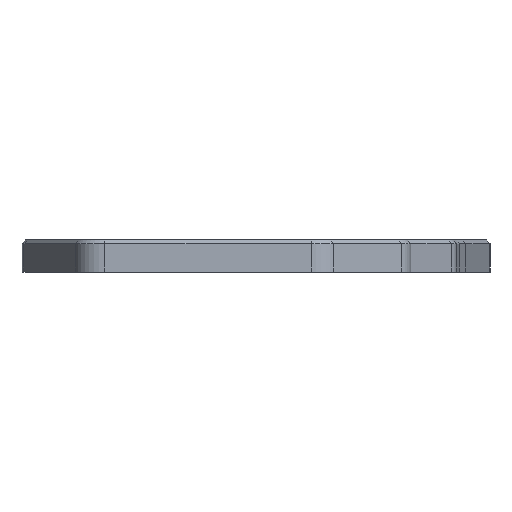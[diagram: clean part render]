
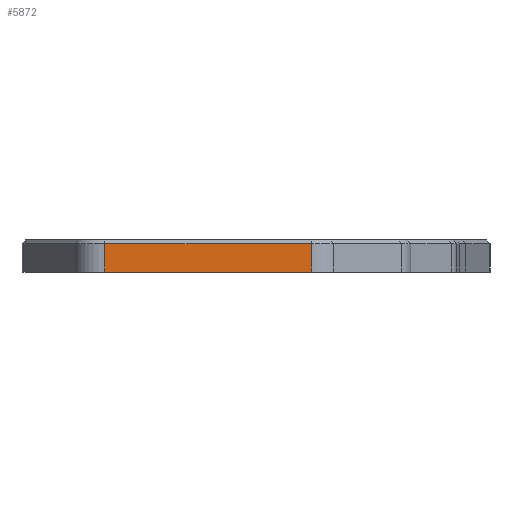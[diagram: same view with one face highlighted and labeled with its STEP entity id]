
A CAD part, left-side view. The second image highlights one B-rep face of the part: STEP entity #5872.
In plain terms, the highlighted planar face has unit normal (-1, 0, 0).
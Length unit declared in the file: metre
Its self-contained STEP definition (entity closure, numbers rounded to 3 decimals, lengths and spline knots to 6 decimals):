
#1743=ORIENTED_EDGE('',*,*,#2841,.F.);
#1744=ORIENTED_EDGE('',*,*,#2840,.F.);
#1745=ORIENTED_EDGE('',*,*,#2295,.T.);
#1746=ORIENTED_EDGE('',*,*,#2842,.T.);
#2295=EDGE_CURVE('',#3113,#3112,#3608,.T.);
#2840=EDGE_CURVE('',#3113,#3432,#3992,.T.);
#2841=EDGE_CURVE('',#3432,#3433,#3993,.T.);
#2842=EDGE_CURVE('',#3112,#3433,#3994,.T.);
#3112=VERTEX_POINT('',#8716);
#3113=VERTEX_POINT('',#8718);
#3432=VERTEX_POINT('',#9822);
#3433=VERTEX_POINT('',#9826);
#3608=LINE('',#8717,#4197);
#3992=LINE('',#9823,#4581);
#3993=LINE('',#9825,#4582);
#3994=LINE('',#9827,#4583);
#4197=VECTOR('',#6871,1.);
#4581=VECTOR('',#8059,1.);
#4582=VECTOR('',#8062,1.);
#4583=VECTOR('',#8063,1.);
#4952=EDGE_LOOP('',(#1743,#1744,#1745,#1746));
#5328=FACE_BOUND('',#4952,.T.);
#5552=PLANE('',#6454);
#5872=ADVANCED_FACE('',(#5328),#5552,.T.);
#6454=AXIS2_PLACEMENT_3D('',#9824,#8060,#8061);
#6871=DIRECTION('',(0.,-1.,0.));
#8059=DIRECTION('',(0.,0.,1.));
#8060=DIRECTION('',(-1.,0.,0.));
#8061=DIRECTION('',(0.,-1.,0.));
#8062=DIRECTION('',(0.,-1.,0.));
#8063=DIRECTION('',(0.,0.,1.));
#8716=CARTESIAN_POINT('',(-0.016925,0.009938,0.0133));
#8717=CARTESIAN_POINT('',(-0.016925,0.045485,0.0133));
#8718=CARTESIAN_POINT('',(-0.016925,0.065982,0.0133));
#9822=CARTESIAN_POINT('',(-0.016925,0.065982,0.021));
#9823=CARTESIAN_POINT('',(-0.016925,0.065982,0.));
#9824=CARTESIAN_POINT('',(-0.016925,0.065982,0.));
#9825=CARTESIAN_POINT('',(-0.016925,0.046916,0.021));
#9826=CARTESIAN_POINT('',(-0.016925,0.009938,0.021));
#9827=CARTESIAN_POINT('',(-0.016925,0.009938,0.));
